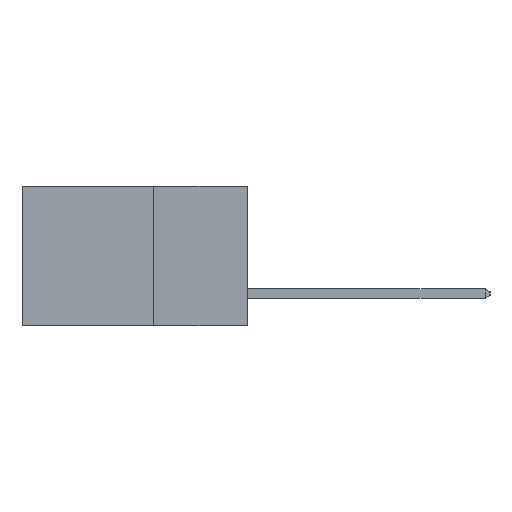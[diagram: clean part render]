
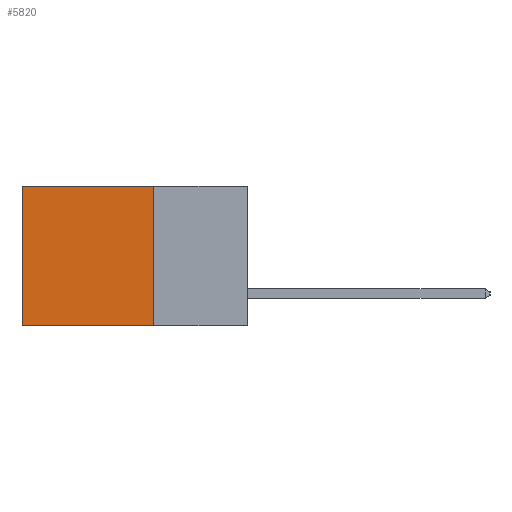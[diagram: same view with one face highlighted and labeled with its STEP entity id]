
A CAD part, left-side view. The second image highlights one B-rep face of the part: STEP entity #5820.
In plain terms, the highlighted planar face has unit normal (-1, 0, 0).
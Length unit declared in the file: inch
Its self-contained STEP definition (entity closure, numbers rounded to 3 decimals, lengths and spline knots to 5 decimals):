
#634 = VECTOR ( 'NONE', #14646, 39.37008 ) ;
#803 = CARTESIAN_POINT ( 'NONE',  ( 0.2615, 0.25, 0. ) ) ;
#1416 = CARTESIAN_POINT ( 'NONE',  ( 0.2615, 0.6, -0.37 ) ) ;
#1493 = DIRECTION ( 'NONE',  ( 0., 0., -1. ) ) ;
#2323 = LINE ( 'NONE', #2542, #19842 ) ;
#2422 = DIRECTION ( 'NONE',  ( 0., 1., 0. ) ) ;
#2542 = CARTESIAN_POINT ( 'NONE',  ( 0.2615, 0.25, -0.37 ) ) ;
#3028 = ORIENTED_EDGE ( 'NONE', *, *, #19696, .F. ) ;
#3571 = CARTESIAN_POINT ( 'NONE',  ( 0.2615, 0.25, 0. ) ) ;
#4077 = VERTEX_POINT ( 'NONE', #12787 ) ;
#5276 = LINE ( 'NONE', #21644, #8286 ) ;
#5550 = EDGE_CURVE ( 'NONE', #9147, #4077, #2323, .T. ) ;
#5820 = ADVANCED_FACE ( 'NONE', ( #10759 ), #19426, .F. ) ;
#8286 = VECTOR ( 'NONE', #13590, 39.37008 ) ;
#9147 = VERTEX_POINT ( 'NONE', #10195 ) ;
#9882 = LINE ( 'NONE', #1416, #18231 ) ;
#10195 = CARTESIAN_POINT ( 'NONE',  ( 0.2615, 0.25, -0.37 ) ) ;
#10759 = FACE_OUTER_BOUND ( 'NONE', #19729, .T. ) ;
#12492 = EDGE_CURVE ( 'NONE', #13383, #4077, #9882, .T. ) ;
#12787 = CARTESIAN_POINT ( 'NONE',  ( 0.2615, 0.6, -0.37 ) ) ;
#13383 = VERTEX_POINT ( 'NONE', #14103 ) ;
#13590 = DIRECTION ( 'NONE',  ( 0., 0., -1. ) ) ;
#13714 = AXIS2_PLACEMENT_3D ( 'NONE', #19217, #19213, #19040 ) ;
#13942 = VERTEX_POINT ( 'NONE', #3571 ) ;
#14103 = CARTESIAN_POINT ( 'NONE',  ( 0.2615, 0.6, 0. ) ) ;
#14437 = LINE ( 'NONE', #803, #634 ) ;
#14646 = DIRECTION ( 'NONE',  ( 0., 1., 0. ) ) ;
#16172 = ORIENTED_EDGE ( 'NONE', *, *, #5550, .F. ) ;
#17562 = ORIENTED_EDGE ( 'NONE', *, *, #18828, .T. ) ;
#18231 = VECTOR ( 'NONE', #1493, 39.37008 ) ;
#18828 = EDGE_CURVE ( 'NONE', #13942, #13383, #14437, .T. ) ;
#19040 = DIRECTION ( 'NONE',  ( 0., 0., -1. ) ) ;
#19213 = DIRECTION ( 'NONE',  ( 1., 0., 0. ) ) ;
#19217 = CARTESIAN_POINT ( 'NONE',  ( 0.2615, 0.25, -0.37 ) ) ;
#19426 = PLANE ( 'NONE',  #13714 ) ;
#19696 = EDGE_CURVE ( 'NONE', #13942, #9147, #5276, .T. ) ;
#19729 = EDGE_LOOP ( 'NONE', ( #19773, #16172, #3028, #17562 ) ) ;
#19773 = ORIENTED_EDGE ( 'NONE', *, *, #12492, .T. ) ;
#19842 = VECTOR ( 'NONE', #2422, 39.37008 ) ;
#21644 = CARTESIAN_POINT ( 'NONE',  ( 0.2615, 0.25, -0.37 ) ) ;
